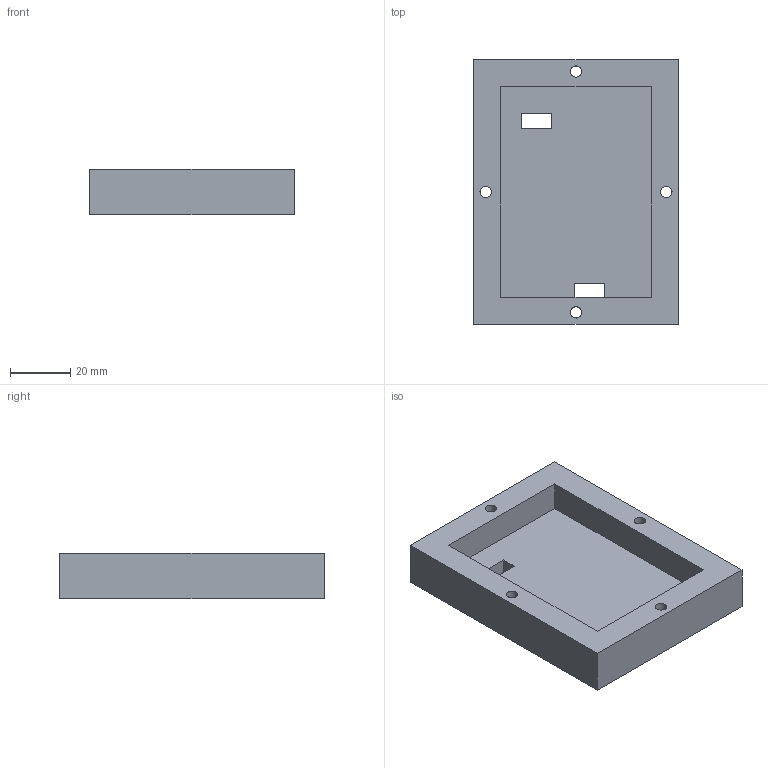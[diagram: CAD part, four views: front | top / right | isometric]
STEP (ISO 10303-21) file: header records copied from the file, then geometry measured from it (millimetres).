
FILE_DESCRIPTION (( 'STEP AP214' ), '1' );
FILE_NAME ('wheel_frame_3.STEP', '2024-12-19T20:23:35', ( '' ), ( '' ), 'SwSTEP 2.0', 'SolidWorks 2024', '' );
FILE_SCHEMA (( 'AUTOMOTIVE_DESIGN' ));
Length unit declared in the file: millimetre
Products named in the file (1): wheel_frame_3
Bounding box: 68 x 88 x 15 mm (x, y, z)
Volume: 53579.5 mm3; surface area: 19778.5 mm2
Topology: 1 solids, 1 shells, 28 faces, 76 edges, 50 vertices
Faces by surface type: plane 20, cylinder 8
Entity records: 927 total; most frequent: CARTESIAN_POINT 155, ORIENTED_EDGE 152, DIRECTION 150, EDGE_CURVE 76, VECTOR 60, LINE 60, VERTEX_POINT 50, AXIS2_PLACEMENT_3D 45
